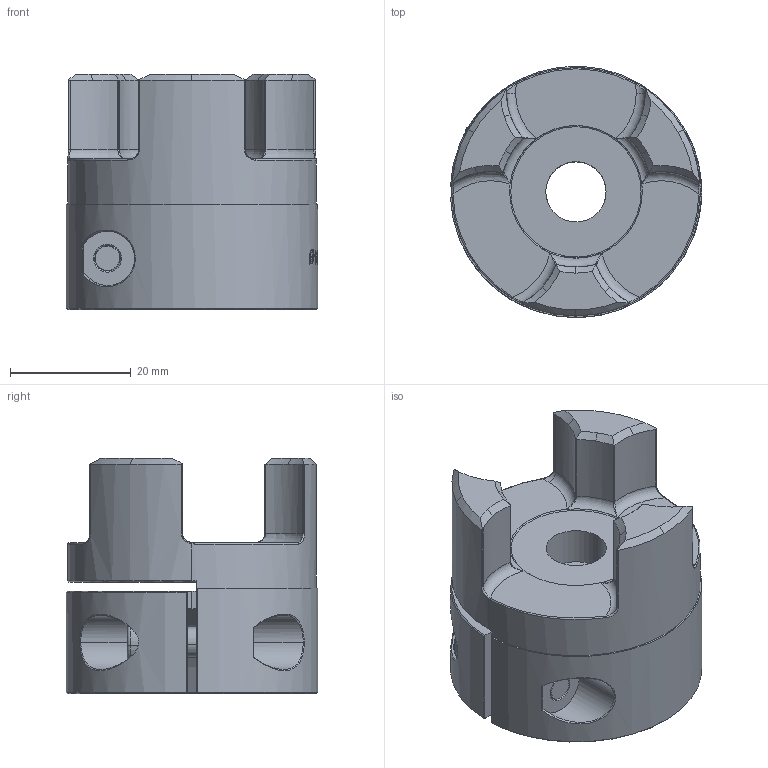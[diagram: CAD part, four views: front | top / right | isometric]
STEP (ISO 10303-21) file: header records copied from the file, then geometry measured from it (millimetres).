
FILE_DESCRIPTION(('HOOPS Exchange Step'),'2;1');
FILE_NAME('export-F3134E62-B1C1-4DE3-9463-AC7907C79E23.stp','2021-09-15T09:34:05+02:00',('User'),('Alibre'),'HOOPS Exchange 2020.1','Alibre','Unknown authorisation');
FILE_SCHEMA( ('AP242_MANAGED_MODEL_BASED_3D_ENGINEERING_MIM_LF {1 0 10303 442 1 1 4 }') );
Length unit declared in the file: millimetre
Products named in the file (3): 1789 HUB ShaftCoupler  DCNC-D40-L65-B10.00mm; 5293 DIN 912 metric bolts M5x16; 1789 HUB ShaftCoupler DCNC-D40-L65-B10.00mm
Assembly tree (2 placements, depth 2):
  1789 HUB ShaftCoupler DCNC-D40-L65-B10.00mm
    1789 HUB ShaftCoupler  DCNC-D40-L65-B10.00mm
    5293 DIN 912 metric bolts M5x16
Bounding box: 41.68 x 41.69 x 39 mm (x, y, z)
Volume: 33613.5 mm3; surface area: 11079.7 mm2
Topology: 2 solids, 2 shells, 340 faces, 911 edges, 581 vertices
Faces by surface type: bspline 134, plane 83, cylinder 60, cone 43, torus 20
Entity records: 21843 total; most frequent: CARTESIAN_POINT 14553, ORIENTED_EDGE 1802, DIRECTION 1012, EDGE_CURVE 901, VERTEX_POINT 581, B_SPLINE_CURVE_WITH_KNOTS 500, AXIS2_PLACEMENT_3D 398, EDGE_LOOP 362
